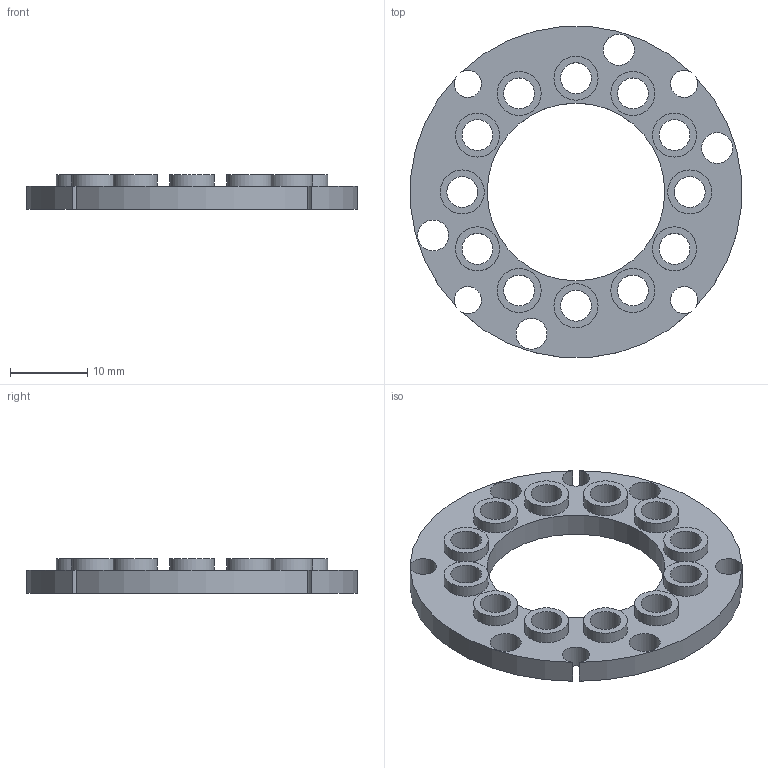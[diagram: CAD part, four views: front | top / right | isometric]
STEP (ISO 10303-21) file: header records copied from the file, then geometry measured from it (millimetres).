
FILE_DESCRIPTION(/* description */ ('STEP AP242','CAx-IF Rec.Pracs.---Representation and Presentation of Product Manufacturing Information (PMI)---4.0---2014-10-13','CAx-IF Rec.Pracs.---3D Tessellated Geometry---0.4---2014-09-14','2;1'),/* implementation_level */ '2;1');
FILE_NAME(/* name */ '65ea43a9907ad3770c84bcb1',/* time_stamp */ '2024-03-07T22:46:01Z',/* author */ (''),/* organization */ (''),/* preprocessor_version */ 'ST-DEVELOPER v19.4',/* originating_system */ ' ',/* authorisation */ ' ');
FILE_SCHEMA (('AP242_MANAGED_MODEL_BASED_3D_ENGINEERING_MIM_LF { 1 0 10303 442 1 1 4 }'));
Length unit declared in the file: metre
Products named in the file (1): Part 1
Bounding box: 42.84 x 42.84 x 4.5 mm (x, y, z)
Volume: 2625 mm3; surface area: 3479.6 mm2
Topology: 1 solids, 1 shells, 51 faces, 111 edges, 74 vertices
Faces by surface type: cylinder 37, plane 14
Full cylindrical faces by diameter (mm): 4 x16, 5.7 x12, 23 x1
Entity records: 1384 total; most frequent: DIRECTION 260, CARTESIAN_POINT 208, ORIENTED_EDGE 164, EDGE_LOOP 126, FACE_BOUND 126, AXIS2_PLACEMENT_3D 126, EDGE_CURVE 82, VERTEX_POINT 74
